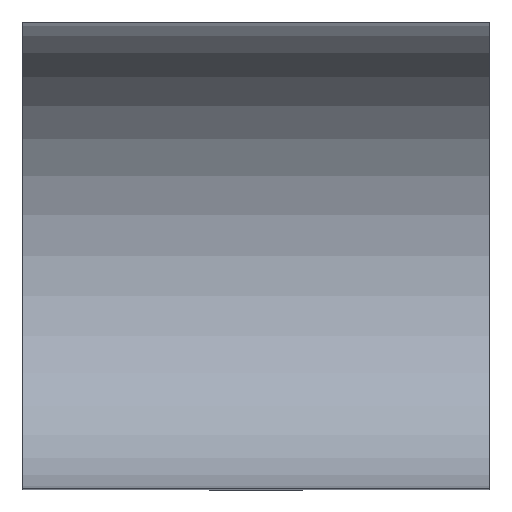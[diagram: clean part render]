
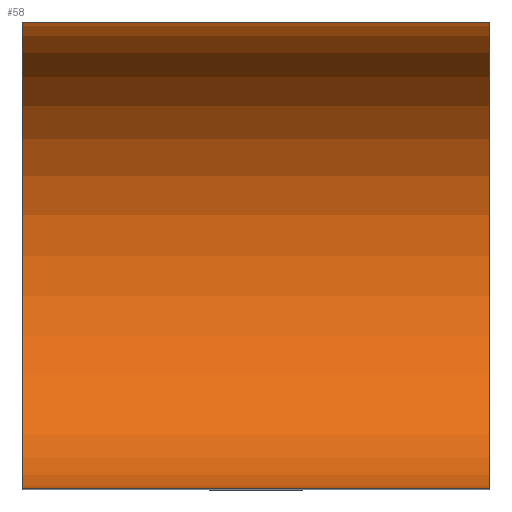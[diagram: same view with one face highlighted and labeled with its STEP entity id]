
A CAD part, top view. The second image highlights one B-rep face of the part: STEP entity #58.
In plain terms, the highlighted cylindrical face has radius 12.7 mm (diameter 25.4 mm), a partial arc.
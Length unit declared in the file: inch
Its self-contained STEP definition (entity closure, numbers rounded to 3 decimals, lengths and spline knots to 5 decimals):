
#18 = ORIENTED_EDGE ( 'NONE', *, *, #403, .T. ) ;
#58 = ADVANCED_FACE ( 'NONE', ( #354 ), #255, .F. ) ;
#92 = EDGE_CURVE ( 'NONE', #137, #515, #396, .T. ) ;
#102 = CARTESIAN_POINT ( 'NONE',  ( 1., 0., 0.62449 ) ) ;
#137 = VERTEX_POINT ( 'NONE', #319 ) ;
#139 = CARTESIAN_POINT ( 'NONE',  ( 1., 0.5, 0.625 ) ) ;
#188 = CARTESIAN_POINT ( 'NONE',  ( 1., -0.5, 0.625 ) ) ;
#191 = CARTESIAN_POINT ( 'NONE',  ( 1., 0.5, 0.625 ) ) ;
#198 = CIRCLE ( 'NONE', #429, 0.5 ) ;
#243 = EDGE_CURVE ( 'NONE', #388, #137, #323, .T. ) ;
#251 = ORIENTED_EDGE ( 'NONE', *, *, #92, .F. ) ;
#255 = CYLINDRICAL_SURFACE ( 'NONE', #483, 0.5 ) ;
#259 = DIRECTION ( 'NONE',  ( 0., 0., 1. ) ) ;
#264 = DIRECTION ( 'NONE',  ( 0., 0., 1. ) ) ;
#298 = CARTESIAN_POINT ( 'NONE',  ( 1., 0., 0.62449 ) ) ;
#319 = CARTESIAN_POINT ( 'NONE',  ( 1., -0.5, 0.625 ) ) ;
#323 = CIRCLE ( 'NONE', #524, 0.5 ) ;
#335 = VERTEX_POINT ( 'NONE', #603 ) ;
#336 = DIRECTION ( 'NONE',  ( -1., 0., 0. ) ) ;
#354 = FACE_OUTER_BOUND ( 'NONE', #495, .T. ) ;
#364 = DIRECTION ( 'NONE',  ( -1., 0., 0. ) ) ;
#388 = VERTEX_POINT ( 'NONE', #139 ) ;
#393 = DIRECTION ( 'NONE',  ( -1., 0., 0. ) ) ;
#396 = LINE ( 'NONE', #188, #576 ) ;
#403 = EDGE_CURVE ( 'NONE', #388, #335, #588, .T. ) ;
#418 = VECTOR ( 'NONE', #393, 39.37008 ) ;
#426 = EDGE_CURVE ( 'NONE', #335, #515, #198, .T. ) ;
#429 = AXIS2_PLACEMENT_3D ( 'NONE', #481, #336, #570 ) ;
#481 = CARTESIAN_POINT ( 'NONE',  ( 0., 0., 0.62449 ) ) ;
#483 = AXIS2_PLACEMENT_3D ( 'NONE', #298, #553, #259 ) ;
#495 = EDGE_LOOP ( 'NONE', ( #591, #251, #577, #18 ) ) ;
#515 = VERTEX_POINT ( 'NONE', #523 ) ;
#523 = CARTESIAN_POINT ( 'NONE',  ( 0., -0.5, 0.625 ) ) ;
#524 = AXIS2_PLACEMENT_3D ( 'NONE', #102, #364, #264 ) ;
#553 = DIRECTION ( 'NONE',  ( -1., 0., 0. ) ) ;
#570 = DIRECTION ( 'NONE',  ( 0., 0., 1. ) ) ;
#576 = VECTOR ( 'NONE', #597, 39.37008 ) ;
#577 = ORIENTED_EDGE ( 'NONE', *, *, #243, .F. ) ;
#588 = LINE ( 'NONE', #191, #418 ) ;
#591 = ORIENTED_EDGE ( 'NONE', *, *, #426, .T. ) ;
#597 = DIRECTION ( 'NONE',  ( -1., 0., 0. ) ) ;
#603 = CARTESIAN_POINT ( 'NONE',  ( 0., 0.5, 0.625 ) ) ;
